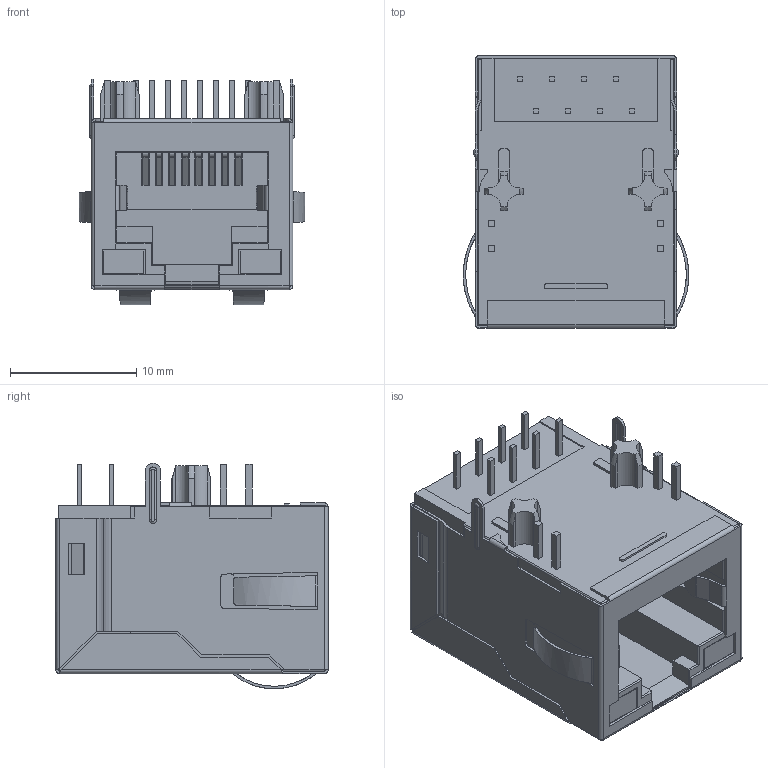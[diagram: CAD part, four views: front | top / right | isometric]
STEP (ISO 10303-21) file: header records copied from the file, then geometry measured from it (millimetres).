
FILE_DESCRIPTION(/* description */ ('Unknown'),/* implementation_level */ '2;1');
FILE_NAME(/* name */ '74990111217',/* time_stamp */ '2021-09-16T11:31:34+02:00',/* author */ ('Unknown'),/* organization */ ('Unknown'),/* preprocessor_version */ 'ST-DEVELOPER v16.7',/* originating_system */ 'Unknown',/* authorisation */ ' ');
FILE_SCHEMA (('CONFIG_CONTROL_DESIGN'));
Length unit declared in the file: millimetre
Products named in the file (3): id3; shielding; insulator
Assembly tree (2 placements, depth 2):
  id3
    shielding
    insulator
Bounding box: 17.89 x 21.6 x 17.9 mm (x, y, z)
Volume: 3405.3 mm3; surface area: 5162.5 mm2
Topology: 2 solids, 2 shells, 889 faces, 2369 edges, 1532 vertices
Faces by surface type: plane 622, cylinder 182, bspline 65, torus 8, cone 8, sphere 4
Entity records: 35654 total; most frequent: CARTESIAN_POINT 7922, ORIENTED_EDGE 4722, DIRECTION 3961, EDGE_CURVE 2361, LINE 1581, VECTOR 1581, VERTEX_POINT 1532, AXIS2_PLACEMENT_3D 1190
